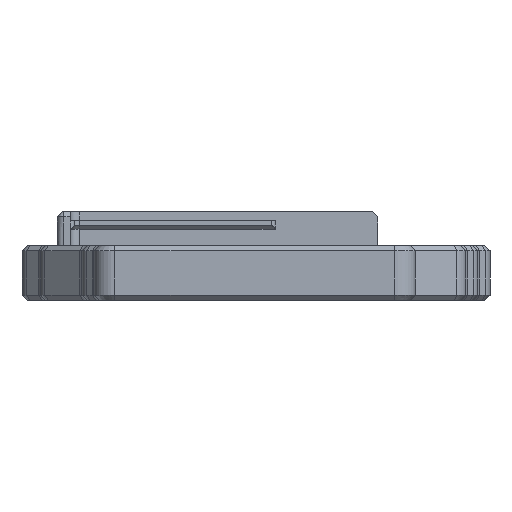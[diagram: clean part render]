
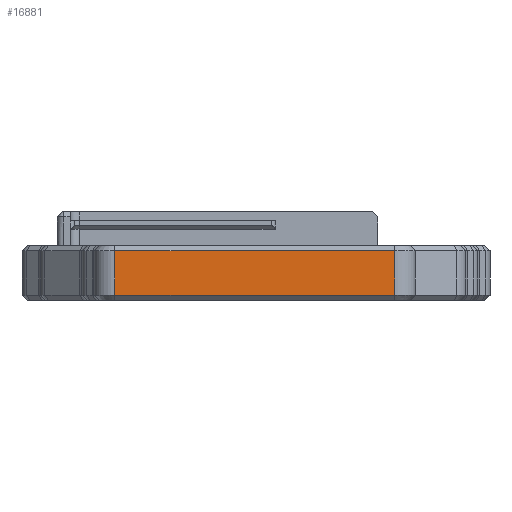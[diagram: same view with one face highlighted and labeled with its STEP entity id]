
A CAD part, left-side view. The second image highlights one B-rep face of the part: STEP entity #16881.
In plain terms, the highlighted planar face has unit normal (-1, 0, 0).
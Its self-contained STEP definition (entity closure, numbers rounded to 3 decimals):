
#303=PLANE('',#18001);
#883=FACE_OUTER_BOUND('',#1902,.T.);
#1902=EDGE_LOOP('',(#11776,#11777,#11778,#11779));
#3029=LINE('',#25497,#4735);
#3069=LINE('',#25602,#4775);
#3070=LINE('',#25606,#4776);
#3071=LINE('',#25607,#4777);
#4735=VECTOR('',#20086,10.);
#4775=VECTOR('',#20208,10.);
#4776=VECTOR('',#20213,10.);
#4777=VECTOR('',#20214,10.);
#7310=VERTEX_POINT('',#25492);
#7311=VERTEX_POINT('',#25496);
#7335=VERTEX_POINT('',#25601);
#7336=VERTEX_POINT('',#25605);
#8996=EDGE_CURVE('',#7310,#7311,#3029,.T.);
#9049=EDGE_CURVE('',#7311,#7335,#3069,.T.);
#9051=EDGE_CURVE('',#7310,#7336,#3070,.T.);
#9052=EDGE_CURVE('',#7335,#7336,#3071,.T.);
#11776=ORIENTED_EDGE('',*,*,#8996,.F.);
#11777=ORIENTED_EDGE('',*,*,#9051,.T.);
#11778=ORIENTED_EDGE('',*,*,#9052,.F.);
#11779=ORIENTED_EDGE('',*,*,#9049,.F.);
#16881=ADVANCED_FACE('',(#883),#303,.T.);
#18001=AXIS2_PLACEMENT_3D('',#25604,#20211,#20212);
#20086=DIRECTION('',(0.,1.,0.));
#20208=DIRECTION('',(0.,0.,1.));
#20211=DIRECTION('center_axis',(-1.,0.,0.));
#20212=DIRECTION('ref_axis',(0.,-1.,0.));
#20213=DIRECTION('',(0.,0.,1.));
#20214=DIRECTION('',(0.,-1.,0.));
#25492=CARTESIAN_POINT('',(-142.3,16.093,1.));
#25496=CARTESIAN_POINT('',(-142.3,69.693,1.));
#25497=CARTESIAN_POINT('',(-142.3,56.168,1.));
#25601=CARTESIAN_POINT('',(-142.3,69.693,9.5));
#25602=CARTESIAN_POINT('',(-142.3,69.693,0.));
#25604=CARTESIAN_POINT('Origin',(-142.3,69.693,0.));
#25605=CARTESIAN_POINT('',(-142.3,16.093,9.5));
#25606=CARTESIAN_POINT('',(-142.3,16.093,0.));
#25607=CARTESIAN_POINT('',(-142.3,56.168,9.5));
